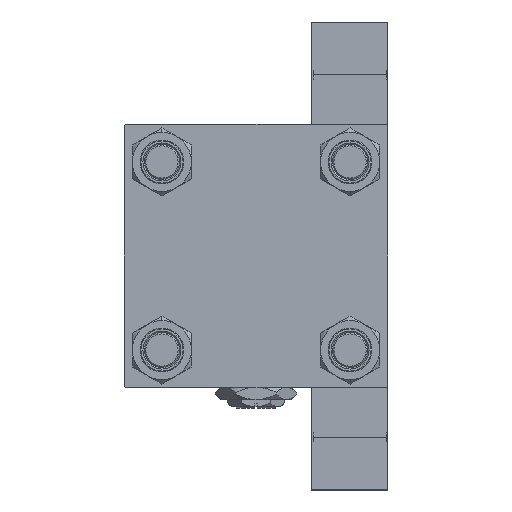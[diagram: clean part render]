
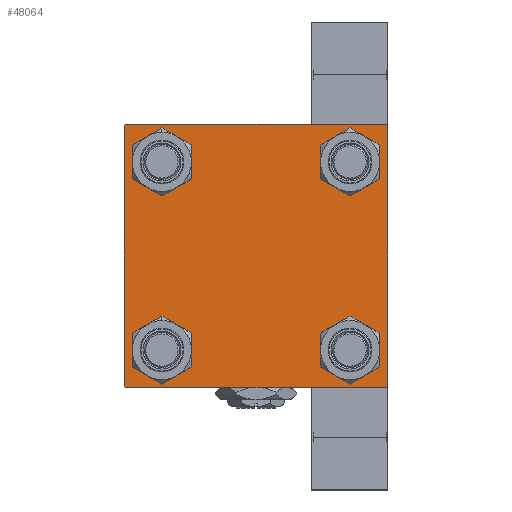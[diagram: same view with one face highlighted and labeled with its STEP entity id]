
A CAD part, left-side view. The second image highlights one B-rep face of the part: STEP entity #48064.
In plain terms, the highlighted planar face has unit normal (-1, 0, 0).
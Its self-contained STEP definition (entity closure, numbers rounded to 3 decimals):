
#2 = CIRCLE ( 'NONE', #39428, 6.5 ) ;
#231 = LINE ( 'NONE', #47292, #42706 ) ;
#237 = DIRECTION ( 'NONE',  ( 1., 0., 0. ) ) ;
#523 = DIRECTION ( 'NONE',  ( 1., 0., 0. ) ) ;
#756 = LINE ( 'NONE', #35979, #38034 ) ;
#881 = VECTOR ( 'NONE', #15905, 1000. ) ;
#902 = CARTESIAN_POINT ( 'NONE',  ( 0., 44.5, 45. ) ) ;
#974 = CARTESIAN_POINT ( 'NONE',  ( 0., 32.15, -25.65 ) ) ;
#1258 = DIRECTION ( 'NONE',  ( 1., 0., 0. ) ) ;
#2079 = AXIS2_PLACEMENT_3D ( 'NONE', #47280, #31080, #43162 ) ;
#2439 = ORIENTED_EDGE ( 'NONE', *, *, #39569, .T. ) ;
#2621 = EDGE_LOOP ( 'NONE', ( #37970, #47302, #8349, #38628, #21259, #43119, #34255, #47178 ) ) ;
#2714 = AXIS2_PLACEMENT_3D ( 'NONE', #33587, #1258, #28501 ) ;
#3779 = ORIENTED_EDGE ( 'NONE', *, *, #8351, .T. ) ;
#3830 = CARTESIAN_POINT ( 'NONE',  ( 0., -32.15, -38.65 ) ) ;
#3866 = CARTESIAN_POINT ( 'NONE',  ( 0., -32.15, 32.15 ) ) ;
#4336 = DIRECTION ( 'NONE',  ( 0., 0., 1. ) ) ;
#4576 = CARTESIAN_POINT ( 'NONE',  ( 0., 45., -45. ) ) ;
#5040 = FACE_BOUND ( 'NONE', #26343, .T. ) ;
#5298 = FACE_BOUND ( 'NONE', #20422, .T. ) ;
#5763 = CARTESIAN_POINT ( 'NONE',  ( 0., -32.15, 32.15 ) ) ;
#5791 = DIRECTION ( 'NONE',  ( 1., 0., 0. ) ) ;
#5807 = FACE_BOUND ( 'NONE', #10948, .T. ) ;
#6015 = VECTOR ( 'NONE', #34473, 1000. ) ;
#6155 = EDGE_CURVE ( 'NONE', #43731, #38653, #23787, .T. ) ;
#6241 = AXIS2_PLACEMENT_3D ( 'NONE', #5763, #13224, #17846 ) ;
#6760 = AXIS2_PLACEMENT_3D ( 'NONE', #44427, #237, #4336 ) ;
#6974 = LINE ( 'NONE', #38351, #6015 ) ;
#7248 = VERTEX_POINT ( 'NONE', #16896 ) ;
#7646 = CARTESIAN_POINT ( 'NONE',  ( 0., 32.15, 25.65 ) ) ;
#8340 = ORIENTED_EDGE ( 'NONE', *, *, #48703, .T. ) ;
#8349 = ORIENTED_EDGE ( 'NONE', *, *, #41054, .T. ) ;
#8351 = EDGE_CURVE ( 'NONE', #30422, #37740, #24491, .T. ) ;
#8636 = CIRCLE ( 'NONE', #2079, 6.5 ) ;
#9228 = VERTEX_POINT ( 'NONE', #3830 ) ;
#9422 = PLANE ( 'NONE',  #12518 ) ;
#9590 = VERTEX_POINT ( 'NONE', #40520 ) ;
#9913 = CARTESIAN_POINT ( 'NONE',  ( 0., 32.15, -32.15 ) ) ;
#10434 = VERTEX_POINT ( 'NONE', #25962 ) ;
#10948 = EDGE_LOOP ( 'NONE', ( #43156, #12857 ) ) ;
#10985 = VECTOR ( 'NONE', #23033, 1000. ) ;
#11755 = CIRCLE ( 'NONE', #2714, 6.5 ) ;
#12014 = VERTEX_POINT ( 'NONE', #15671 ) ;
#12383 = AXIS2_PLACEMENT_3D ( 'NONE', #3866, #27002, #39110 ) ;
#12515 = DIRECTION ( 'NONE',  ( 0., 0.707, -0.707 ) ) ;
#12518 = AXIS2_PLACEMENT_3D ( 'NONE', #17640, #13537, #49014 ) ;
#12857 = ORIENTED_EDGE ( 'NONE', *, *, #32878, .T. ) ;
#13224 = DIRECTION ( 'NONE',  ( 1., 0., 0. ) ) ;
#13537 = DIRECTION ( 'NONE',  ( -1., 0., 0. ) ) ;
#15206 = VECTOR ( 'NONE', #32070, 1000. ) ;
#15671 = CARTESIAN_POINT ( 'NONE',  ( 0., -32.15, 38.65 ) ) ;
#15905 = DIRECTION ( 'NONE',  ( 0., -1., 0. ) ) ;
#16896 = CARTESIAN_POINT ( 'NONE',  ( 0., 45., 44.5 ) ) ;
#17371 = DIRECTION ( 'NONE',  ( 0., 0.707, 0.707 ) ) ;
#17640 = CARTESIAN_POINT ( 'NONE',  ( 0., 0., 0. ) ) ;
#17846 = DIRECTION ( 'NONE',  ( 0., 0., 1. ) ) ;
#17865 = EDGE_CURVE ( 'NONE', #12014, #10434, #35398, .T. ) ;
#19456 = CARTESIAN_POINT ( 'NONE',  ( 0., 45., -44.5 ) ) ;
#20118 = ORIENTED_EDGE ( 'NONE', *, *, #30751, .T. ) ;
#20422 = EDGE_LOOP ( 'NONE', ( #20118, #27055 ) ) ;
#20444 = VERTEX_POINT ( 'NONE', #25208 ) ;
#20978 = CARTESIAN_POINT ( 'NONE',  ( 0., -44.75, 44.75 ) ) ;
#20983 = FACE_BOUND ( 'NONE', #27536, .T. ) ;
#21043 = DIRECTION ( 'NONE',  ( 0., 0., 1. ) ) ;
#21183 = EDGE_CURVE ( 'NONE', #26661, #7248, #40795, .T. ) ;
#21259 = ORIENTED_EDGE ( 'NONE', *, *, #49603, .F. ) ;
#21478 = DIRECTION ( 'NONE',  ( 0., 0., 1. ) ) ;
#21740 = AXIS2_PLACEMENT_3D ( 'NONE', #28515, #523, #47826 ) ;
#23033 = DIRECTION ( 'NONE',  ( 0., -0.707, -0.707 ) ) ;
#23372 = LINE ( 'NONE', #4576, #881 ) ;
#23698 = CARTESIAN_POINT ( 'NONE',  ( 0., 32.15, -32.15 ) ) ;
#23787 = LINE ( 'NONE', #46191, #10985 ) ;
#23838 = CARTESIAN_POINT ( 'NONE',  ( 0., 45., 45. ) ) ;
#23847 = VERTEX_POINT ( 'NONE', #32863 ) ;
#24491 = CIRCLE ( 'NONE', #33538, 6.5 ) ;
#24912 = DIRECTION ( 'NONE',  ( 0., 0., -1. ) ) ;
#25208 = CARTESIAN_POINT ( 'NONE',  ( 0., -45., -44.5 ) ) ;
#25962 = CARTESIAN_POINT ( 'NONE',  ( 0., -32.15, 25.65 ) ) ;
#26161 = VERTEX_POINT ( 'NONE', #38932 ) ;
#26343 = EDGE_LOOP ( 'NONE', ( #42691, #8340 ) ) ;
#26661 = VERTEX_POINT ( 'NONE', #902 ) ;
#27002 = DIRECTION ( 'NONE',  ( 1., 0., 0. ) ) ;
#27055 = ORIENTED_EDGE ( 'NONE', *, *, #29726, .T. ) ;
#27328 = VERTEX_POINT ( 'NONE', #50687 ) ;
#27536 = EDGE_LOOP ( 'NONE', ( #2439, #3779 ) ) ;
#28501 = DIRECTION ( 'NONE',  ( 0., 0., 1. ) ) ;
#28515 = CARTESIAN_POINT ( 'NONE',  ( 0., -32.15, -32.15 ) ) ;
#29213 = CARTESIAN_POINT ( 'NONE',  ( 0., 44.75, 44.75 ) ) ;
#29726 = EDGE_CURVE ( 'NONE', #9228, #9590, #34880, .T. ) ;
#30060 = CIRCLE ( 'NONE', #6241, 6.5 ) ;
#30422 = VERTEX_POINT ( 'NONE', #41203 ) ;
#30751 = EDGE_CURVE ( 'NONE', #9590, #9228, #8636, .T. ) ;
#31080 = DIRECTION ( 'NONE',  ( 1., 0., 0. ) ) ;
#31414 = EDGE_CURVE ( 'NONE', #26661, #23847, #43148, .T. ) ;
#32070 = DIRECTION ( 'NONE',  ( 0., -1., 0. ) ) ;
#32558 = FACE_OUTER_BOUND ( 'NONE', #2621, .T. ) ;
#32863 = CARTESIAN_POINT ( 'NONE',  ( 0., -44.5, 45. ) ) ;
#32878 = EDGE_CURVE ( 'NONE', #10434, #12014, #30060, .T. ) ;
#33538 = AXIS2_PLACEMENT_3D ( 'NONE', #9913, #5791, #21478 ) ;
#33587 = CARTESIAN_POINT ( 'NONE',  ( 0., 32.15, 32.15 ) ) ;
#34255 = ORIENTED_EDGE ( 'NONE', *, *, #31414, .F. ) ;
#34473 = DIRECTION ( 'NONE',  ( 0., 0., -1. ) ) ;
#34880 = CIRCLE ( 'NONE', #21740, 6.5 ) ;
#35398 = CIRCLE ( 'NONE', #12383, 6.5 ) ;
#35979 = CARTESIAN_POINT ( 'NONE',  ( 0., 45., 45. ) ) ;
#37130 = VECTOR ( 'NONE', #12515, 1000. ) ;
#37740 = VERTEX_POINT ( 'NONE', #974 ) ;
#37869 = EDGE_CURVE ( 'NONE', #45722, #20444, #231, .T. ) ;
#37970 = ORIENTED_EDGE ( 'NONE', *, *, #49783, .T. ) ;
#38034 = VECTOR ( 'NONE', #24912, 1000. ) ;
#38351 = CARTESIAN_POINT ( 'NONE',  ( 0., -45., 45. ) ) ;
#38628 = ORIENTED_EDGE ( 'NONE', *, *, #37869, .T. ) ;
#38653 = VERTEX_POINT ( 'NONE', #48285 ) ;
#38932 = CARTESIAN_POINT ( 'NONE',  ( 0., -45., 44.5 ) ) ;
#39110 = DIRECTION ( 'NONE',  ( 0., 0., 1. ) ) ;
#39132 = EDGE_CURVE ( 'NONE', #26161, #23847, #49252, .T. ) ;
#39428 = AXIS2_PLACEMENT_3D ( 'NONE', #23698, #42758, #21043 ) ;
#39569 = EDGE_CURVE ( 'NONE', #37740, #30422, #2, .T. ) ;
#40520 = CARTESIAN_POINT ( 'NONE',  ( 0., -32.15, -25.65 ) ) ;
#40795 = LINE ( 'NONE', #29213, #37130 ) ;
#41054 = EDGE_CURVE ( 'NONE', #38653, #45722, #23372, .T. ) ;
#41203 = CARTESIAN_POINT ( 'NONE',  ( 0., 32.15, -38.65 ) ) ;
#41241 = CIRCLE ( 'NONE', #6760, 6.5 ) ;
#42691 = ORIENTED_EDGE ( 'NONE', *, *, #43528, .T. ) ;
#42706 = VECTOR ( 'NONE', #44170, 1000. ) ;
#42758 = DIRECTION ( 'NONE',  ( 1., 0., 0. ) ) ;
#43119 = ORIENTED_EDGE ( 'NONE', *, *, #39132, .T. ) ;
#43148 = LINE ( 'NONE', #23838, #15206 ) ;
#43156 = ORIENTED_EDGE ( 'NONE', *, *, #17865, .T. ) ;
#43162 = DIRECTION ( 'NONE',  ( 0., 0., 1. ) ) ;
#43528 = EDGE_CURVE ( 'NONE', #27328, #50767, #41241, .T. ) ;
#43731 = VERTEX_POINT ( 'NONE', #19456 ) ;
#44170 = DIRECTION ( 'NONE',  ( 0., -0.707, 0.707 ) ) ;
#44427 = CARTESIAN_POINT ( 'NONE',  ( 0., 32.15, 32.15 ) ) ;
#45722 = VERTEX_POINT ( 'NONE', #49476 ) ;
#46191 = CARTESIAN_POINT ( 'NONE',  ( 0., 44.75, -44.75 ) ) ;
#47178 = ORIENTED_EDGE ( 'NONE', *, *, #21183, .T. ) ;
#47280 = CARTESIAN_POINT ( 'NONE',  ( 0., -32.15, -32.15 ) ) ;
#47292 = CARTESIAN_POINT ( 'NONE',  ( 0., -44.75, -44.75 ) ) ;
#47302 = ORIENTED_EDGE ( 'NONE', *, *, #6155, .T. ) ;
#47826 = DIRECTION ( 'NONE',  ( 0., 0., 1. ) ) ;
#48064 = ADVANCED_FACE ( 'NONE', ( #5807, #5298, #20983, #5040, #32558 ), #9422, .T. ) ;
#48285 = CARTESIAN_POINT ( 'NONE',  ( 0., 44.5, -45. ) ) ;
#48703 = EDGE_CURVE ( 'NONE', #50767, #27328, #11755, .T. ) ;
#49014 = DIRECTION ( 'NONE',  ( 0., 0., 1. ) ) ;
#49252 = LINE ( 'NONE', #20978, #50100 ) ;
#49476 = CARTESIAN_POINT ( 'NONE',  ( 0., -44.5, -45. ) ) ;
#49603 = EDGE_CURVE ( 'NONE', #26161, #20444, #6974, .T. ) ;
#49783 = EDGE_CURVE ( 'NONE', #7248, #43731, #756, .T. ) ;
#50100 = VECTOR ( 'NONE', #17371, 1000. ) ;
#50687 = CARTESIAN_POINT ( 'NONE',  ( 0., 32.15, 38.65 ) ) ;
#50767 = VERTEX_POINT ( 'NONE', #7646 ) ;
